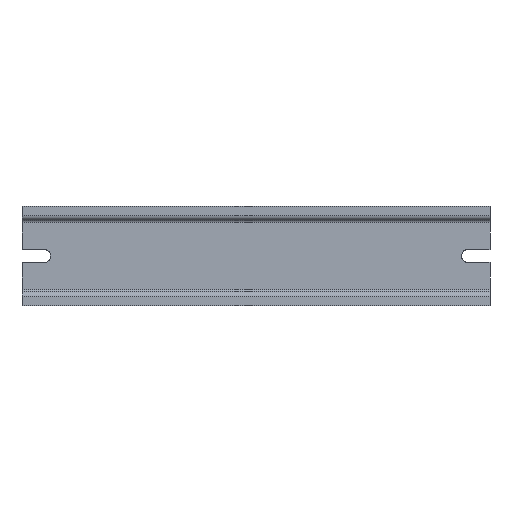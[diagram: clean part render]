
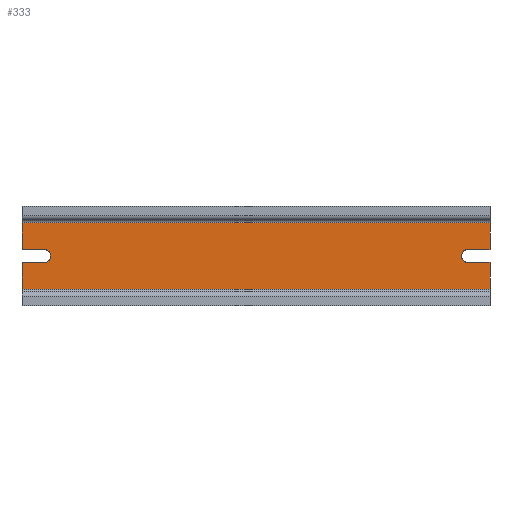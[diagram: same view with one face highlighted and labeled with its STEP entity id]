
A CAD part, top view. The second image highlights one B-rep face of the part: STEP entity #333.
In plain terms, the highlighted planar face has unit normal (0, 0, 1).
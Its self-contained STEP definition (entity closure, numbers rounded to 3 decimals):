
#54=AXIS2_PLACEMENT_3D('Circle Axis2P3D',#52,#53,$) ;
#196=AXIS2_PLACEMENT_3D('Circle Axis2P3D',#194,#195,$) ;
#209=AXIS2_PLACEMENT_3D('Plane Axis2P3D',#206,#207,#208) ;
#49=CARTESIAN_POINT('Vertex',(10.,17.5,1.)) ;
#52=CARTESIAN_POINT('Axis2P3D Location',(7.75,17.5,1.)) ;
#56=CARTESIAN_POINT('Vertex',(7.75,19.75,1.)) ;
#191=CARTESIAN_POINT('Vertex',(7.75,15.25,1.)) ;
#194=CARTESIAN_POINT('Axis2P3D Location',(7.75,17.5,1.)) ;
#206=CARTESIAN_POINT('Axis2P3D Location',(164.,5.8,1.)) ;
#211=CARTESIAN_POINT('Line Origine',(164.,10.525,1.)) ;
#215=CARTESIAN_POINT('Vertex',(164.,15.25,1.)) ;
#217=CARTESIAN_POINT('Vertex',(164.,5.8,1.)) ;
#220=CARTESIAN_POINT('Line Origine',(160.125,15.25,1.)) ;
#224=CARTESIAN_POINT('Vertex',(156.25,15.25,1.)) ;
#228=CARTESIAN_POINT('Control Point',(154.,17.5,1.)) ;
#229=CARTESIAN_POINT('Control Point',(154.,17.325,1.)) ;
#230=CARTESIAN_POINT('Control Point',(154.017,17.15,1.)) ;
#231=CARTESIAN_POINT('Control Point',(154.051,16.977,1.)) ;
#232=CARTESIAN_POINT('Control Point',(154.165,16.597,1.)) ;
#233=CARTESIAN_POINT('Control Point',(154.36,16.249,1.)) ;
#234=CARTESIAN_POINT('Control Point',(154.492,16.07,1.)) ;
#235=CARTESIAN_POINT('Control Point',(154.797,15.747,1.)) ;
#236=CARTESIAN_POINT('Control Point',(155.171,15.507,1.)) ;
#237=CARTESIAN_POINT('Control Point',(155.372,15.411,1.)) ;
#238=CARTESIAN_POINT('Control Point',(155.669,15.311,1.)) ;
#239=CARTESIAN_POINT('Control Point',(155.977,15.264,1.)) ;
#240=CARTESIAN_POINT('Control Point',(156.068,15.255,1.)) ;
#241=CARTESIAN_POINT('Control Point',(156.159,15.25,1.)) ;
#242=CARTESIAN_POINT('Control Point',(156.25,15.25,1.)) ;
#243=CARTESIAN_POINT('Vertex',(154.,17.5,1.)) ;
#247=CARTESIAN_POINT('Control Point',(156.25,19.75,1.)) ;
#248=CARTESIAN_POINT('Control Point',(156.03,19.75,1.)) ;
#249=CARTESIAN_POINT('Control Point',(155.809,19.723,1.)) ;
#250=CARTESIAN_POINT('Control Point',(155.593,19.669,1.)) ;
#251=CARTESIAN_POINT('Control Point',(155.179,19.509,1.)) ;
#252=CARTESIAN_POINT('Control Point',(154.815,19.254,1.)) ;
#253=CARTESIAN_POINT('Control Point',(154.65,19.105,1.)) ;
#254=CARTESIAN_POINT('Control Point',(154.359,18.769,1.)) ;
#255=CARTESIAN_POINT('Control Point',(154.158,18.373,1.)) ;
#256=CARTESIAN_POINT('Control Point',(154.083,18.163,1.)) ;
#257=CARTESIAN_POINT('Control Point',(154.024,17.902,1.)) ;
#258=CARTESIAN_POINT('Control Point',(154.003,17.636,1.)) ;
#259=CARTESIAN_POINT('Control Point',(154.001,17.591,1.)) ;
#260=CARTESIAN_POINT('Control Point',(154.,17.545,1.)) ;
#261=CARTESIAN_POINT('Control Point',(154.,17.5,1.)) ;
#262=CARTESIAN_POINT('Vertex',(156.25,19.75,1.)) ;
#265=CARTESIAN_POINT('Line Origine',(160.125,19.75,1.)) ;
#269=CARTESIAN_POINT('Vertex',(164.,19.75,1.)) ;
#272=CARTESIAN_POINT('Line Origine',(164.,24.475,1.)) ;
#276=CARTESIAN_POINT('Vertex',(164.,29.2,1.)) ;
#279=CARTESIAN_POINT('Line Origine',(82.,29.2,1.)) ;
#283=CARTESIAN_POINT('Vertex',(0.,29.2,1.)) ;
#286=CARTESIAN_POINT('Line Origine',(0.,24.475,1.)) ;
#290=CARTESIAN_POINT('Vertex',(0.,19.75,1.)) ;
#293=CARTESIAN_POINT('Line Origine',(3.875,19.75,1.)) ;
#298=CARTESIAN_POINT('Line Origine',(3.875,15.25,1.)) ;
#302=CARTESIAN_POINT('Vertex',(0.,15.25,1.)) ;
#305=CARTESIAN_POINT('Line Origine',(0.,10.525,1.)) ;
#309=CARTESIAN_POINT('Vertex',(0.,5.8,1.)) ;
#312=CARTESIAN_POINT('Line Origine',(82.,5.8,1.)) ;
#53=DIRECTION('Axis2P3D Direction',(0.,0.,1.)) ;
#195=DIRECTION('Axis2P3D Direction',(0.,0.,1.)) ;
#207=DIRECTION('Axis2P3D Direction',(0.,0.,-1.)) ;
#208=DIRECTION('Axis2P3D XDirection',(-1.,0.,0.)) ;
#212=DIRECTION('Vector Direction',(0.,-1.,0.)) ;
#221=DIRECTION('Vector Direction',(1.,0.,0.)) ;
#266=DIRECTION('Vector Direction',(-1.,0.,0.)) ;
#273=DIRECTION('Vector Direction',(0.,-1.,0.)) ;
#280=DIRECTION('Vector Direction',(-1.,0.,0.)) ;
#287=DIRECTION('Vector Direction',(0.,-1.,0.)) ;
#294=DIRECTION('Vector Direction',(-1.,0.,0.)) ;
#299=DIRECTION('Vector Direction',(1.,0.,0.)) ;
#306=DIRECTION('Vector Direction',(0.,-1.,0.)) ;
#313=DIRECTION('Vector Direction',(-1.,0.,0.)) ;
#213=VECTOR('Line Direction',#212,1.) ;
#222=VECTOR('Line Direction',#221,1.) ;
#267=VECTOR('Line Direction',#266,1.) ;
#274=VECTOR('Line Direction',#273,1.) ;
#281=VECTOR('Line Direction',#280,1.) ;
#288=VECTOR('Line Direction',#287,1.) ;
#295=VECTOR('Line Direction',#294,1.) ;
#300=VECTOR('Line Direction',#299,1.) ;
#307=VECTOR('Line Direction',#306,1.) ;
#314=VECTOR('Line Direction',#313,1.) ;
#318=ORIENTED_EDGE('',*,*,#219,.F.) ;
#319=ORIENTED_EDGE('',*,*,#226,.F.) ;
#320=ORIENTED_EDGE('',*,*,#245,.F.) ;
#321=ORIENTED_EDGE('',*,*,#264,.F.) ;
#322=ORIENTED_EDGE('',*,*,#271,.F.) ;
#323=ORIENTED_EDGE('',*,*,#278,.F.) ;
#324=ORIENTED_EDGE('',*,*,#285,.T.) ;
#325=ORIENTED_EDGE('',*,*,#292,.T.) ;
#326=ORIENTED_EDGE('',*,*,#297,.F.) ;
#327=ORIENTED_EDGE('',*,*,#58,.F.) ;
#328=ORIENTED_EDGE('',*,*,#198,.F.) ;
#329=ORIENTED_EDGE('',*,*,#304,.F.) ;
#330=ORIENTED_EDGE('',*,*,#311,.T.) ;
#331=ORIENTED_EDGE('',*,*,#316,.F.) ;
#333=ADVANCED_FACE('Schnitt-Linear austragen1',(#332),#210,.F.) ;
#227=B_SPLINE_CURVE_WITH_KNOTS('',5,(#228,#229,#230,#231,#232,#233,#234,#235,#236,#237,#238,#239,#240,#241,#242),.UNSPECIFIED.,.F.,.U.,(6,3,3,3,6),(4.998,6.235,7.794,9.353,9.996),.UNSPECIFIED.) ;
#246=B_SPLINE_CURVE_WITH_KNOTS('',5,(#247,#248,#249,#250,#251,#252,#253,#254,#255,#256,#257,#258,#259,#260,#261),.UNSPECIFIED.,.F.,.U.,(6,3,3,3,6),(0.,1.559,3.118,4.676,4.998),.UNSPECIFIED.) ;
#55=CIRCLE('generated circle',#54,2.25) ;
#197=CIRCLE('generated circle',#196,2.25) ;
#58=EDGE_CURVE('',#50,#57,#55,.T.) ;
#198=EDGE_CURVE('',#192,#50,#197,.T.) ;
#219=EDGE_CURVE('',#216,#218,#214,.T.) ;
#226=EDGE_CURVE('',#225,#216,#223,.T.) ;
#245=EDGE_CURVE('',#244,#225,#227,.T.) ;
#264=EDGE_CURVE('',#263,#244,#246,.T.) ;
#271=EDGE_CURVE('',#270,#263,#268,.T.) ;
#278=EDGE_CURVE('',#277,#270,#275,.T.) ;
#285=EDGE_CURVE('',#277,#284,#282,.T.) ;
#292=EDGE_CURVE('',#284,#291,#289,.T.) ;
#297=EDGE_CURVE('',#57,#291,#296,.T.) ;
#304=EDGE_CURVE('',#303,#192,#301,.T.) ;
#311=EDGE_CURVE('',#303,#310,#308,.T.) ;
#316=EDGE_CURVE('',#218,#310,#315,.T.) ;
#317=EDGE_LOOP('',(#318,#319,#320,#321,#322,#323,#324,#325,#326,#327,#328,#329,#330,#331)) ;
#332=FACE_OUTER_BOUND('',#317,.T.) ;
#214=LINE('Line',#211,#213) ;
#223=LINE('Line',#220,#222) ;
#268=LINE('Line',#265,#267) ;
#275=LINE('Line',#272,#274) ;
#282=LINE('Line',#279,#281) ;
#289=LINE('Line',#286,#288) ;
#296=LINE('Line',#293,#295) ;
#301=LINE('Line',#298,#300) ;
#308=LINE('Line',#305,#307) ;
#315=LINE('Line',#312,#314) ;
#210=PLANE('',#209) ;
#50=VERTEX_POINT('',#49) ;
#57=VERTEX_POINT('',#56) ;
#192=VERTEX_POINT('',#191) ;
#216=VERTEX_POINT('',#215) ;
#218=VERTEX_POINT('',#217) ;
#225=VERTEX_POINT('',#224) ;
#244=VERTEX_POINT('',#243) ;
#263=VERTEX_POINT('',#262) ;
#270=VERTEX_POINT('',#269) ;
#277=VERTEX_POINT('',#276) ;
#284=VERTEX_POINT('',#283) ;
#291=VERTEX_POINT('',#290) ;
#303=VERTEX_POINT('',#302) ;
#310=VERTEX_POINT('',#309) ;
